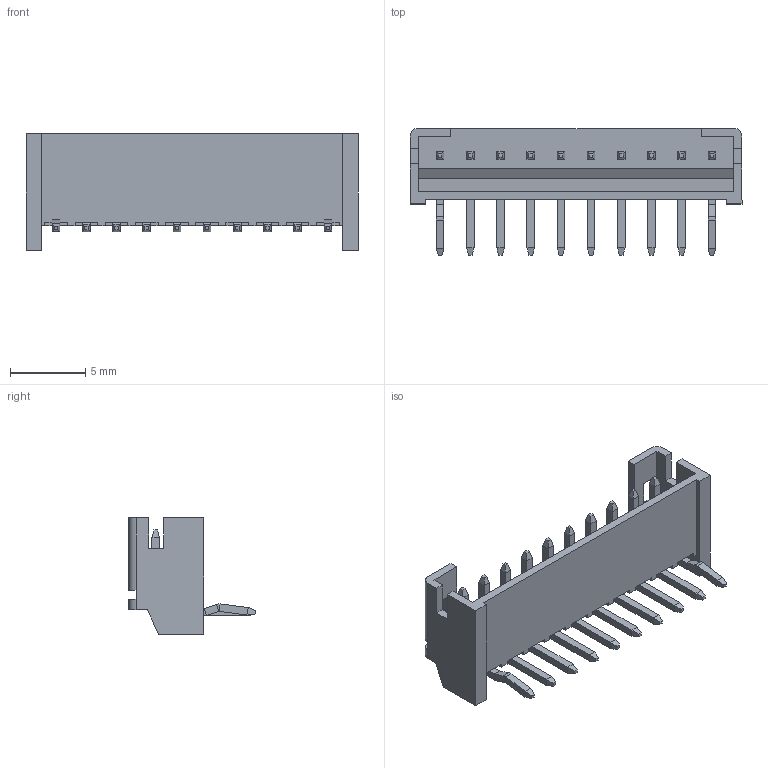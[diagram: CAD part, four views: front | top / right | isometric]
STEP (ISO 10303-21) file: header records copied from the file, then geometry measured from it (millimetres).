
FILE_DESCRIPTION (( 'STEP AP203' ), '1' );
FILE_NAME ('140-510-415-000.STEP', '2020-03-31T19:44:28', ( '' ), ( '' ), 'SwSTEP 2.0', 'SolidWorks 2016', '' );
FILE_SCHEMA (( 'CONFIG_CONTROL_DESIGN' ));
Length unit declared in the file: millimetre
Products named in the file (4): RA Contact_Kink; 140-510-415-000; RA Contact_Str; RA Housing_510
Assembly tree (11 placements, depth 2):
  140-510-415-000
    RA Housing_510
    RA Contact_Kink  x2
    RA Contact_Str  x8
Bounding box: 22 x 8.41 x 7.7 mm (x, y, z)
Volume: 259.1 mm3; surface area: 954 mm2
Topology: 11 solids, 11 shells, 379 faces, 881 edges, 522 vertices
Faces by surface type: plane 347, cylinder 32
Entity records: 6357 total; most frequent: CARTESIAN_POINT 1012, ORIENTED_EDGE 994, DIRECTION 923, EDGE_CURVE 497, VECTOR 473, LINE 473, VERTEX_POINT 314, AXIS2_PLACEMENT_3D 225
